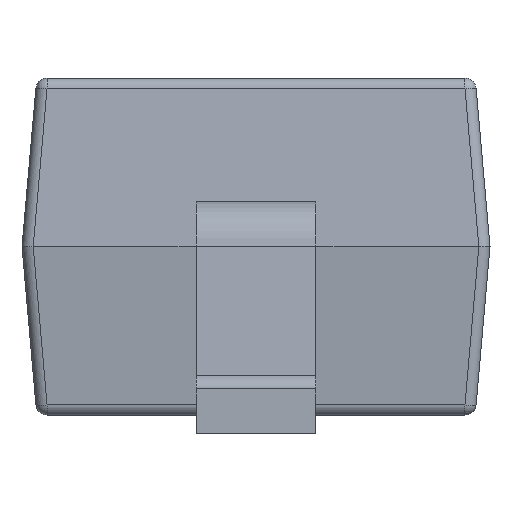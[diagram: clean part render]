
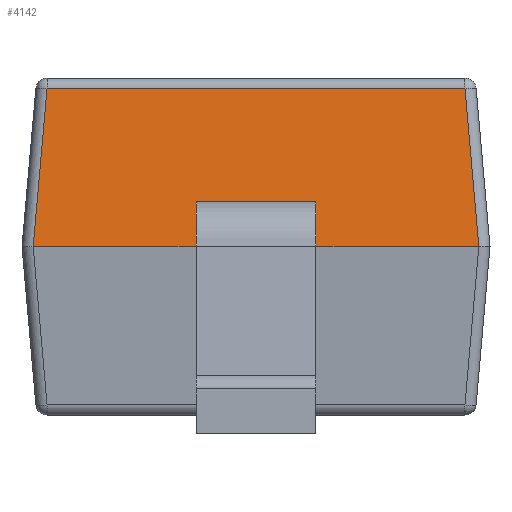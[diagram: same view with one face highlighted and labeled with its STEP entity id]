
A CAD part, left-side view. The second image highlights one B-rep face of the part: STEP entity #4142.
In plain terms, the highlighted planar face has unit normal (-0.996, 0, 0.087).
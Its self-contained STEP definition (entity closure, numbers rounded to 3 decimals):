
#46 = DIRECTION ( 'NONE',  ( 0.087, 0., 0.996 ) ) ;
#160 = LINE ( 'NONE', #3490, #5667 ) ;
#263 = EDGE_CURVE ( 'NONE', #6128, #3738, #2416, .T. ) ;
#300 = VECTOR ( 'NONE', #46, 1000. ) ;
#455 = EDGE_CURVE ( 'NONE', #3738, #4589, #3317, .T. ) ;
#583 = ORIENTED_EDGE ( 'NONE', *, *, #1374, .T. ) ;
#668 = DIRECTION ( 'NONE',  ( -0.996, 0., 0.087 ) ) ;
#869 = DIRECTION ( 'NONE',  ( 0., -1., 0. ) ) ;
#1022 = CARTESIAN_POINT ( 'NONE',  ( -0.84, -0.16, 0.12 ) ) ;
#1099 = CARTESIAN_POINT ( 'NONE',  ( -0.813, 0.558, 0.423 ) ) ;
#1101 = DIRECTION ( 'NONE',  ( 0.087, 0.087, 0.992 ) ) ;
#1162 = ORIENTED_EDGE ( 'NONE', *, *, #6078, .T. ) ;
#1208 = LINE ( 'NONE', #4404, #5004 ) ;
#1374 = EDGE_CURVE ( 'NONE', #1629, #3477, #5573, .T. ) ;
#1530 = DIRECTION ( 'NONE',  ( 0., 1., 0. ) ) ;
#1620 = EDGE_CURVE ( 'NONE', #1629, #5415, #1946, .T. ) ;
#1629 = VERTEX_POINT ( 'NONE', #4090 ) ;
#1751 = DIRECTION ( 'NONE',  ( 0.087, 0., 0.996 ) ) ;
#1795 = LINE ( 'NONE', #2898, #300 ) ;
#1946 = LINE ( 'NONE', #6076, #3359 ) ;
#2032 = CARTESIAN_POINT ( 'NONE',  ( -0.813, 0.586, 0.423 ) ) ;
#2206 = CARTESIAN_POINT ( 'NONE',  ( -0.85, 0.625, 0. ) ) ;
#2382 = ORIENTED_EDGE ( 'NONE', *, *, #5392, .T. ) ;
#2416 = LINE ( 'NONE', #2859, #5084 ) ;
#2544 = ORIENTED_EDGE ( 'NONE', *, *, #5351, .T. ) ;
#2804 = DIRECTION ( 'NONE',  ( -0.087, 0.087, -0.992 ) ) ;
#2859 = CARTESIAN_POINT ( 'NONE',  ( -0.85, 0.595, -0.003 ) ) ;
#2898 = CARTESIAN_POINT ( 'NONE',  ( -0.85, 0.16, 0. ) ) ;
#2959 = CARTESIAN_POINT ( 'NONE',  ( -0.85, 0.625, 0. ) ) ;
#3144 = CARTESIAN_POINT ( 'NONE',  ( -0.85, 0.16, 0. ) ) ;
#3210 = ORIENTED_EDGE ( 'NONE', *, *, #3527, .T. ) ;
#3261 = ORIENTED_EDGE ( 'NONE', *, *, #455, .T. ) ;
#3317 = LINE ( 'NONE', #2206, #6127 ) ;
#3358 = VERTEX_POINT ( 'NONE', #6113 ) ;
#3359 = VECTOR ( 'NONE', #1751, 1000. ) ;
#3477 = VERTEX_POINT ( 'NONE', #5266 ) ;
#3490 = CARTESIAN_POINT ( 'NONE',  ( -0.84, 0.625, 0.12 ) ) ;
#3527 = EDGE_CURVE ( 'NONE', #4589, #3358, #1795, .T. ) ;
#3625 = CARTESIAN_POINT ( 'NONE',  ( -0.85, 0.595, 0. ) ) ;
#3683 = CARTESIAN_POINT ( 'NONE',  ( -0.813, -0.558, 0.423 ) ) ;
#3738 = VERTEX_POINT ( 'NONE', #3625 ) ;
#3836 = LINE ( 'NONE', #2032, #3915 ) ;
#3915 = VECTOR ( 'NONE', #1530, 1000. ) ;
#3985 = AXIS2_PLACEMENT_3D ( 'NONE', #5389, #668, #5882 ) ;
#4090 = CARTESIAN_POINT ( 'NONE',  ( -0.85, -0.16, 0. ) ) ;
#4142 = ADVANCED_FACE ( 'NONE', ( #4316 ), #4842, .T. ) ;
#4316 = FACE_OUTER_BOUND ( 'NONE', #5596, .T. ) ;
#4404 = CARTESIAN_POINT ( 'NONE',  ( -0.841, -0.586, 0.105 ) ) ;
#4589 = VERTEX_POINT ( 'NONE', #3144 ) ;
#4833 = DIRECTION ( 'NONE',  ( 0., -1., 0. ) ) ;
#4842 = PLANE ( 'NONE',  #3985 ) ;
#4905 = DIRECTION ( 'NONE',  ( 0., -1., 0. ) ) ;
#5004 = VECTOR ( 'NONE', #1101, 1000. ) ;
#5084 = VECTOR ( 'NONE', #2804, 1000. ) ;
#5233 = ORIENTED_EDGE ( 'NONE', *, *, #263, .T. ) ;
#5249 = VERTEX_POINT ( 'NONE', #3683 ) ;
#5266 = CARTESIAN_POINT ( 'NONE',  ( -0.85, -0.595, 0. ) ) ;
#5351 = EDGE_CURVE ( 'NONE', #3477, #5249, #1208, .T. ) ;
#5389 = CARTESIAN_POINT ( 'NONE',  ( -0.85, 0.625, 0. ) ) ;
#5392 = EDGE_CURVE ( 'NONE', #5249, #6128, #3836, .T. ) ;
#5415 = VERTEX_POINT ( 'NONE', #1022 ) ;
#5512 = ORIENTED_EDGE ( 'NONE', *, *, #1620, .F. ) ;
#5573 = LINE ( 'NONE', #2959, #5816 ) ;
#5596 = EDGE_LOOP ( 'NONE', ( #2382, #5233, #3261, #3210, #1162, #5512, #583, #2544 ) ) ;
#5667 = VECTOR ( 'NONE', #4905, 1000. ) ;
#5816 = VECTOR ( 'NONE', #4833, 1000. ) ;
#5882 = DIRECTION ( 'NONE',  ( 0.087, 0., 0.996 ) ) ;
#6076 = CARTESIAN_POINT ( 'NONE',  ( -0.85, -0.16, 0. ) ) ;
#6078 = EDGE_CURVE ( 'NONE', #3358, #5415, #160, .T. ) ;
#6113 = CARTESIAN_POINT ( 'NONE',  ( -0.84, 0.16, 0.12 ) ) ;
#6127 = VECTOR ( 'NONE', #869, 1000. ) ;
#6128 = VERTEX_POINT ( 'NONE', #1099 ) ;
